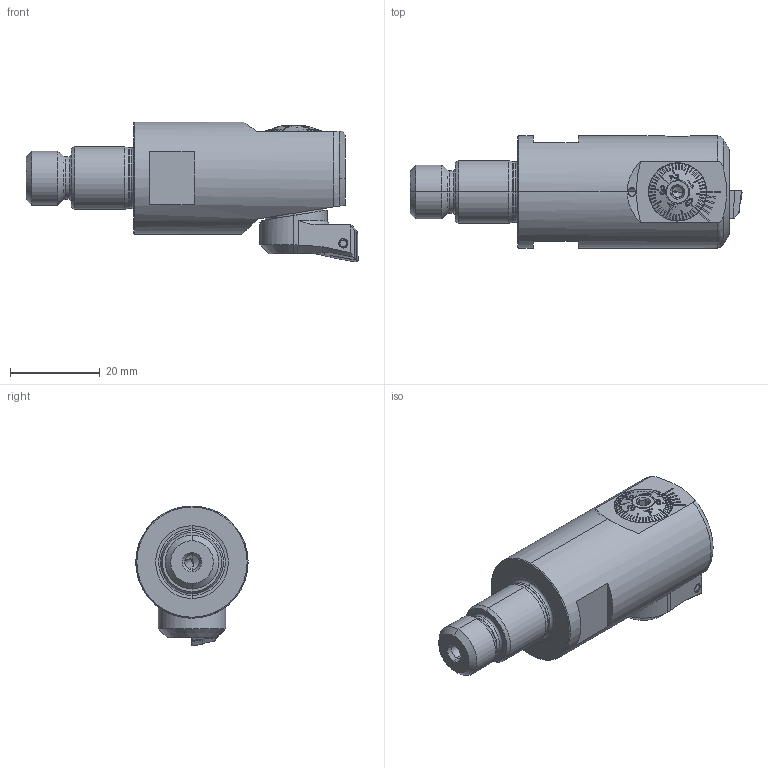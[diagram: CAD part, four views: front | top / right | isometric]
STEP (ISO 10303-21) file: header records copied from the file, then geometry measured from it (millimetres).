
FILE_DESCRIPTION (( 'STEP AP203' ), '1' );
FILE_NAME ('250.250.000C.STEP', '2018-02-26T12:44:06', ( 'SWIAdmin' ), ( 'Hewlett-Packard Company' ), 'SwSTEP 2.0', 'SolidWorks 2017', '' );
FILE_SCHEMA (( 'CONFIG_CONTROL_DESIGN' ));
Length unit declared in the file: millimetre
Products named in the file (19): F25-BG1.009.006_A; ISO 4026 - M5 x 4_PreviewCfg; WCA-ER2.001.006_A; F25-BG1.012.013; F25-BG3.005.018_A_Abgedreht; F25-WCA.001.009; F25; F25-BG1.002.013_C; 250.250.000C; Kopie von F25-WCA.001.009_C^F25-WCA.001.009_fertigbearbeitet; F25-BG2.010.011_A; F25-BG2.013.003_A; F25-BG2.013.004_A; CA2-F25.K20.050_D; DIN 3771 - 11x1; Klebstoff D5; F25-BG2.008.009_A; T7 M2.5 x 6_PreviewCfg; CCMT060204
Assembly tree (18 placements, depth 4):
  250.250.000C
    CA2-F25.K20.050_D
    F25
      Klebstoff D5
      T7 M2.5 x 6_PreviewCfg
      ISO 4026 - M5 x 4_PreviewCfg
      F25-BG3.005.018_A_Abgedreht
      F25-BG1.012.013
        F25-BG1.002.013_C
        F25-BG2.010.011_A
        F25-BG2.013.003_A
        F25-BG2.013.004_A
        DIN 3771 - 11x1
        F25-BG2.008.009_A
        F25-BG1.009.006_A
    F25-WCA.001.009
      Kopie von F25-WCA.001.009_C^F25-WCA.001.009_fertigbearbeitet
      CCMT060204
      WCA-ER2.001.006_A
Bounding box: 74 x 25 x 31.2 mm (x, y, z)
Volume: 24670.7 mm3; surface area: 12261.3 mm2
Topology: 17 solids, 17 shells, 786 faces, 2006 edges, 1264 vertices
Faces by surface type: plane 335, cone 195, cylinder 149, torus 58, bspline 47, sphere 2
Entity records: 28501 total; most frequent: CARTESIAN_POINT 8419, ORIENTED_EDGE 3992, DIRECTION 3482, EDGE_CURVE 1996, AXIS2_PLACEMENT_3D 1350, VERTEX_POINT 1264, EDGE_LOOP 836, FACE_OUTER_BOUND 786
